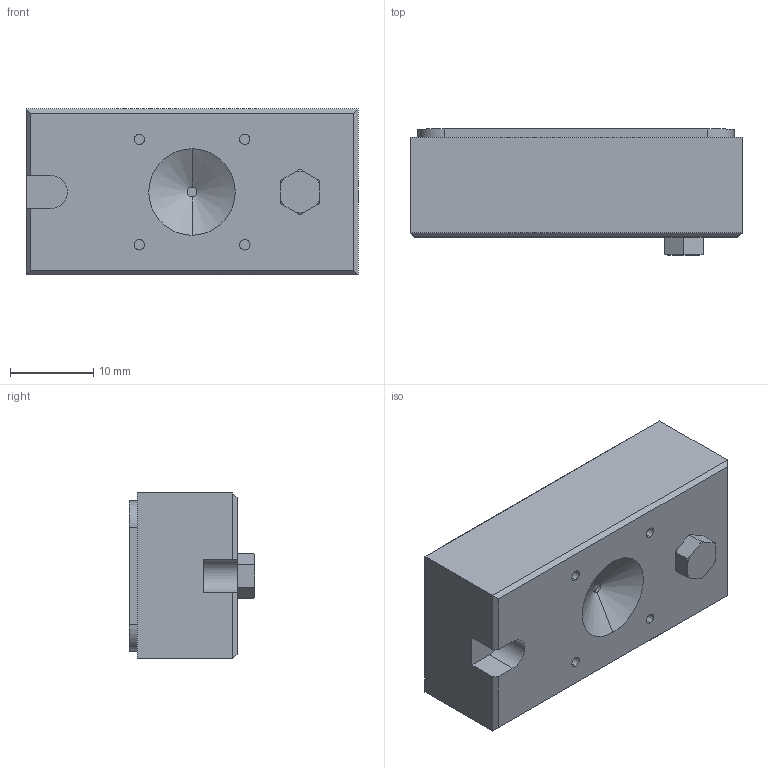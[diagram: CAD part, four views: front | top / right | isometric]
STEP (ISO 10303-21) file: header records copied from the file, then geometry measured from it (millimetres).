
FILE_DESCRIPTION (( 'STEP AP203' ), '1' );
FILE_NAME ('S122001.STEP', '2015-10-06T19:09:07', ( '' ), ( '' ), 'SwSTEP 2.0', 'SolidWorks 2015', '' );
FILE_SCHEMA (( 'CONFIG_CONTROL_DESIGN' ));
Length unit declared in the file: inch
Products named in the file (1): S122001
Bounding box: 40 x 15.16 x 20 mm (x, y, z)
Volume: 10104.8 mm3; surface area: 3311 mm2
Topology: 1 solids, 1 shells, 66 faces, 169 edges, 114 vertices
Faces by surface type: plane 32, cylinder 17, bspline 9, cone 8
Entity records: 30206 total; most frequent: CARTESIAN_POINT 28559, ORIENTED_EDGE 338, DIRECTION 300, EDGE_CURVE 169, VERTEX_POINT 114, AXIS2_PLACEMENT_3D 106, LINE 88, VECTOR 88
